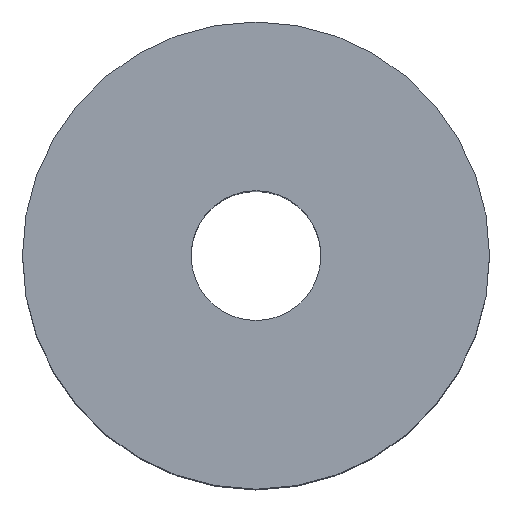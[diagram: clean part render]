
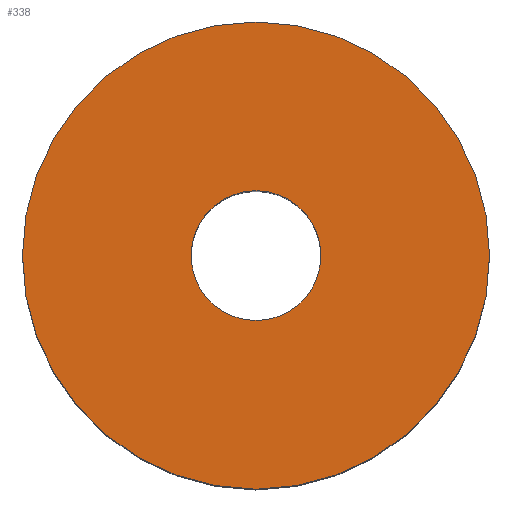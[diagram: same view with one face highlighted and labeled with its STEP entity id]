
A CAD part, top view. The second image highlights one B-rep face of the part: STEP entity #338.
In plain terms, the highlighted planar face has unit normal (0, 0, 1).
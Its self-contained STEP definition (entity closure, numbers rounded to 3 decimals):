
#17 = CARTESIAN_POINT ( 'NONE',  ( 2.5, 0., 18. ) ) ;
#27 = DIRECTION ( 'NONE',  ( -1., 0., 0. ) ) ;
#30 = PLANE ( 'NONE',  #274 ) ;
#32 = ORIENTED_EDGE ( 'NONE', *, *, #202, .T. ) ;
#52 = ORIENTED_EDGE ( 'NONE', *, *, #259, .T. ) ;
#53 = DIRECTION ( 'NONE',  ( 0., 0., 1. ) ) ;
#81 = AXIS2_PLACEMENT_3D ( 'NONE', #480, #547, #270 ) ;
#96 = CARTESIAN_POINT ( 'NONE',  ( 0., 0., 18. ) ) ;
#120 = VERTEX_POINT ( 'NONE', #523 ) ;
#150 = EDGE_CURVE ( 'NONE', #293, #120, #297, .T. ) ;
#152 = CARTESIAN_POINT ( 'NONE',  ( -2.5, 0., 18. ) ) ;
#202 = EDGE_CURVE ( 'NONE', #120, #293, #404, .T. ) ;
#204 = DIRECTION ( 'NONE',  ( 0., 0., 1. ) ) ;
#205 = EDGE_LOOP ( 'NONE', ( #52, #464 ) ) ;
#235 = CARTESIAN_POINT ( 'NONE',  ( 0., 0., 18. ) ) ;
#259 = EDGE_CURVE ( 'NONE', #301, #295, #477, .T. ) ;
#261 = CARTESIAN_POINT ( 'NONE',  ( 0., 0., 18. ) ) ;
#269 = DIRECTION ( 'NONE',  ( 0., 0., -1. ) ) ;
#270 = DIRECTION ( 'NONE',  ( 1., 0., 0. ) ) ;
#274 = AXIS2_PLACEMENT_3D ( 'NONE', #543, #204, #287 ) ;
#287 = DIRECTION ( 'NONE',  ( 1., 0., 0. ) ) ;
#293 = VERTEX_POINT ( 'NONE', #314 ) ;
#295 = VERTEX_POINT ( 'NONE', #152 ) ;
#297 = CIRCLE ( 'NONE', #357, 9. ) ;
#301 = VERTEX_POINT ( 'NONE', #17 ) ;
#302 = DIRECTION ( 'NONE',  ( -1., 0., 0. ) ) ;
#314 = CARTESIAN_POINT ( 'NONE',  ( 9., 0., 18. ) ) ;
#322 = FACE_BOUND ( 'NONE', #205, .T. ) ;
#338 = ADVANCED_FACE ( 'NONE', ( #322, #437 ), #30, .T. ) ;
#356 = AXIS2_PLACEMENT_3D ( 'NONE', #261, #53, #302 ) ;
#357 = AXIS2_PLACEMENT_3D ( 'NONE', #96, #407, #27 ) ;
#404 = CIRCLE ( 'NONE', #356, 9. ) ;
#407 = DIRECTION ( 'NONE',  ( 0., 0., 1. ) ) ;
#436 = EDGE_LOOP ( 'NONE', ( #32, #466 ) ) ;
#437 = FACE_OUTER_BOUND ( 'NONE', #436, .T. ) ;
#453 = CIRCLE ( 'NONE', #81, 2.5 ) ;
#464 = ORIENTED_EDGE ( 'NONE', *, *, #521, .T. ) ;
#466 = ORIENTED_EDGE ( 'NONE', *, *, #150, .T. ) ;
#477 = CIRCLE ( 'NONE', #527, 2.5 ) ;
#480 = CARTESIAN_POINT ( 'NONE',  ( 0., 0., 18. ) ) ;
#487 = DIRECTION ( 'NONE',  ( 1., 0., 0. ) ) ;
#521 = EDGE_CURVE ( 'NONE', #295, #301, #453, .T. ) ;
#523 = CARTESIAN_POINT ( 'NONE',  ( -9., 0., 18. ) ) ;
#527 = AXIS2_PLACEMENT_3D ( 'NONE', #235, #269, #487 ) ;
#543 = CARTESIAN_POINT ( 'NONE',  ( 0., 0., 18. ) ) ;
#547 = DIRECTION ( 'NONE',  ( 0., 0., -1. ) ) ;
